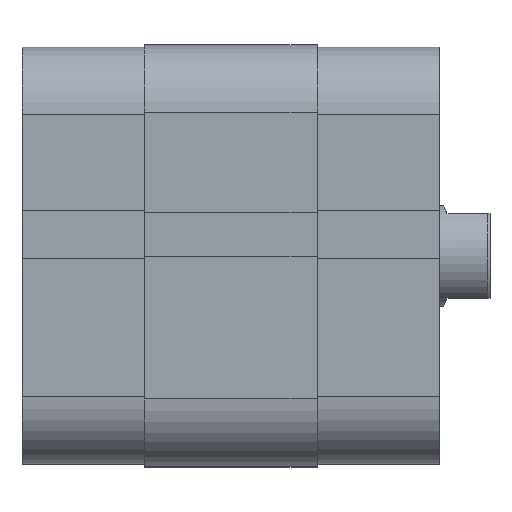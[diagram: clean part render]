
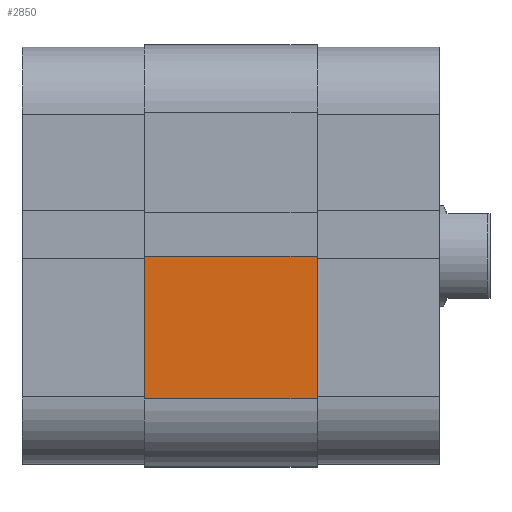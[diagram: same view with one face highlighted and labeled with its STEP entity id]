
A CAD part, top view. The second image highlights one B-rep face of the part: STEP entity #2850.
In plain terms, the highlighted face is planar.
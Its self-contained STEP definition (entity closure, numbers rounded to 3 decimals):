
#89 = CARTESIAN_POINT ( 'NONE',  ( 17., -25., 0. ) ) ;
#95 = CARTESIAN_POINT ( 'NONE',  ( 17., -25., 20.5 ) ) ;
#421 = VERTEX_POINT ( 'NONE', #95 ) ;
#425 = VERTEX_POINT ( 'NONE', #89 ) ;
#586 = CARTESIAN_POINT ( 'NONE',  ( 0.1, -25., 20.5 ) ) ;
#678 = VERTEX_POINT ( 'NONE', #586 ) ;
#755 = CARTESIAN_POINT ( 'NONE',  ( 0.1, -25., 0. ) ) ;
#765 = VERTEX_POINT ( 'NONE', #755 ) ;
#866 = EDGE_LOOP ( 'NONE', ( #1205, #1204, #1203, #1202 ) ) ;
#1202 = ORIENTED_EDGE ( 'NONE', *, *, #6435, .T. ) ;
#1203 = ORIENTED_EDGE ( 'NONE', *, *, #4156, .F. ) ;
#1204 = ORIENTED_EDGE ( 'NONE', *, *, #4241, .F. ) ;
#1205 = ORIENTED_EDGE ( 'NONE', *, *, #6378, .T. ) ;
#1912 = CARTESIAN_POINT ( 'NONE',  ( 0., -25., 20.5 ) ) ;
#1913 = PLANE ( 'NONE',  #4094 ) ;
#2255 = DIRECTION ( 'NONE',  ( 0., 1., 0. ) ) ;
#2256 = DIRECTION ( 'NONE',  ( -1., 0., 0. ) ) ;
#2827 = LINE ( 'NONE', #3587, #2833 ) ;
#2833 = VECTOR ( 'NONE', #3597, 1000. ) ;
#2850 = ADVANCED_FACE ( 'NONE', ( #5483 ), #1913, .F. ) ;
#2996 = LINE ( 'NONE', #3727, #3006 ) ;
#3006 = VECTOR ( 'NONE', #3742, 1000. ) ;
#3587 = CARTESIAN_POINT ( 'NONE',  ( 0., -25., 0. ) ) ;
#3597 = DIRECTION ( 'NONE',  ( 1., 0., 0. ) ) ;
#3727 = CARTESIAN_POINT ( 'NONE',  ( 0.1, -25., 20.5 ) ) ;
#3742 = DIRECTION ( 'NONE',  ( 0., 0., -1. ) ) ;
#4094 = AXIS2_PLACEMENT_3D ( 'NONE', #1912, #2255, #2256 ) ;
#4156 = EDGE_CURVE ( 'NONE', #678, #421, #5759, .T. ) ;
#4241 = EDGE_CURVE ( 'NONE', #421, #425, #5802, .T. ) ;
#4600 = CARTESIAN_POINT ( 'NONE',  ( 17., -25., 20.5 ) ) ;
#4603 = DIRECTION ( 'NONE',  ( 0., 0., -1. ) ) ;
#4808 = DIRECTION ( 'NONE',  ( 1., 0., 0. ) ) ;
#4813 = CARTESIAN_POINT ( 'NONE',  ( 0., -25., 20.5 ) ) ;
#5483 = FACE_OUTER_BOUND ( 'NONE', #866, .T. ) ;
#5759 = LINE ( 'NONE', #4813, #5760 ) ;
#5760 = VECTOR ( 'NONE', #4808, 1000. ) ;
#5795 = VECTOR ( 'NONE', #4603, 1000. ) ;
#5802 = LINE ( 'NONE', #4600, #5795 ) ;
#6378 = EDGE_CURVE ( 'NONE', #765, #425, #2827, .T. ) ;
#6435 = EDGE_CURVE ( 'NONE', #678, #765, #2996, .T. ) ;
